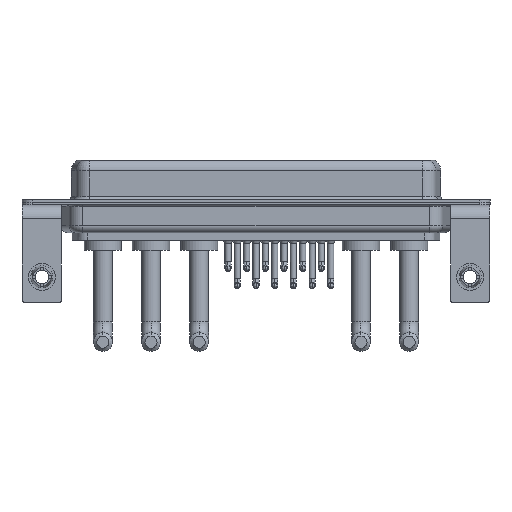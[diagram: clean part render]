
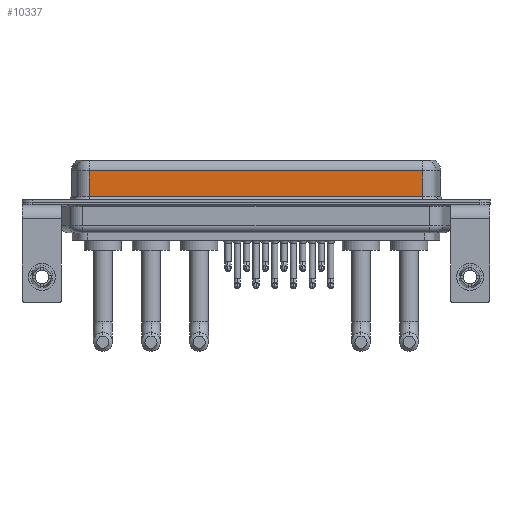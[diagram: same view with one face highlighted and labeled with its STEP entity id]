
A CAD part, front view. The second image highlights one B-rep face of the part: STEP entity #10337.
In plain terms, the highlighted planar face has unit normal (0, -1, 0).
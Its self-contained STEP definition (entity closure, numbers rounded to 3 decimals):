
#556 = CARTESIAN_POINT ( 'NONE',  ( 56.462, -3.95, 6.4 ) ) ;
#744 = VERTEX_POINT ( 'NONE', #18663 ) ;
#2868 = EDGE_CURVE ( 'NONE', #17725, #7331, #21941, .T. ) ;
#6372 = CARTESIAN_POINT ( 'NONE',  ( 7.038, -3.95, 4.65 ) ) ;
#6958 = CARTESIAN_POINT ( 'NONE',  ( 56.462, -3.95, 4.65 ) ) ;
#7123 = DIRECTION ( 'NONE',  ( 0., 0., -1. ) ) ;
#7296 = ORIENTED_EDGE ( 'NONE', *, *, #2868, .F. ) ;
#7331 = VERTEX_POINT ( 'NONE', #15827 ) ;
#7383 = CARTESIAN_POINT ( 'NONE',  ( 56.462, -3.95, 4.65 ) ) ;
#7523 = DIRECTION ( 'NONE',  ( 0., 0., -1. ) ) ;
#9073 = ORIENTED_EDGE ( 'NONE', *, *, #17266, .T. ) ;
#9495 = EDGE_LOOP ( 'NONE', ( #7296, #10581, #9073, #10313 ) ) ;
#10313 = ORIENTED_EDGE ( 'NONE', *, *, #19827, .T. ) ;
#10337 = ADVANCED_FACE ( 'NONE', ( #13320 ), #18577, .F. ) ;
#10581 = ORIENTED_EDGE ( 'NONE', *, *, #20471, .T. ) ;
#10852 = LINE ( 'NONE', #12446, #15659 ) ;
#11541 = VECTOR ( 'NONE', #7123, 1000. ) ;
#12363 = VERTEX_POINT ( 'NONE', #6372 ) ;
#12446 = CARTESIAN_POINT ( 'NONE',  ( 56.462, -3.95, 0.9 ) ) ;
#12534 = LINE ( 'NONE', #7383, #22256 ) ;
#12925 = AXIS2_PLACEMENT_3D ( 'NONE', #19856, #22029, #14705 ) ;
#12997 = DIRECTION ( 'NONE',  ( -1., 0., 0. ) ) ;
#13320 = FACE_OUTER_BOUND ( 'NONE', #9495, .T. ) ;
#14004 = LINE ( 'NONE', #17323, #11541 ) ;
#14705 = DIRECTION ( 'NONE',  ( 0., 0., 1. ) ) ;
#15659 = VECTOR ( 'NONE', #17821, 1000. ) ;
#15782 = VECTOR ( 'NONE', #7523, 1000. ) ;
#15827 = CARTESIAN_POINT ( 'NONE',  ( 56.462, -3.95, 0.9 ) ) ;
#17266 = EDGE_CURVE ( 'NONE', #12363, #744, #14004, .T. ) ;
#17323 = CARTESIAN_POINT ( 'NONE',  ( 7.038, -3.95, 6.4 ) ) ;
#17725 = VERTEX_POINT ( 'NONE', #6958 ) ;
#17821 = DIRECTION ( 'NONE',  ( 1., 0., 0. ) ) ;
#18577 = PLANE ( 'NONE',  #12925 ) ;
#18663 = CARTESIAN_POINT ( 'NONE',  ( 7.038, -3.95, 0.9 ) ) ;
#19827 = EDGE_CURVE ( 'NONE', #744, #7331, #10852, .T. ) ;
#19856 = CARTESIAN_POINT ( 'NONE',  ( 56.462, -3.95, 6.4 ) ) ;
#20471 = EDGE_CURVE ( 'NONE', #17725, #12363, #12534, .T. ) ;
#21941 = LINE ( 'NONE', #556, #15782 ) ;
#22029 = DIRECTION ( 'NONE',  ( 0., 1., 0. ) ) ;
#22256 = VECTOR ( 'NONE', #12997, 1000. ) ;
